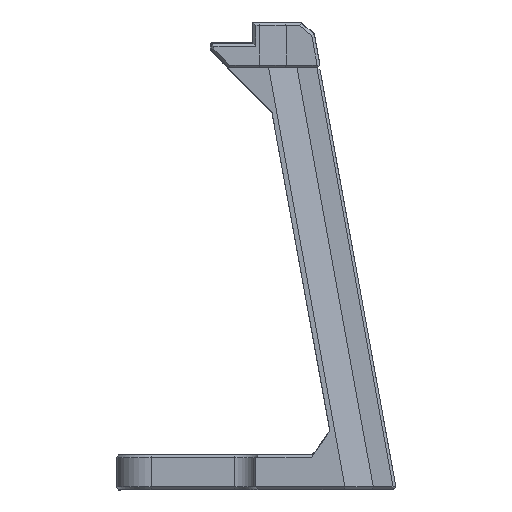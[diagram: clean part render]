
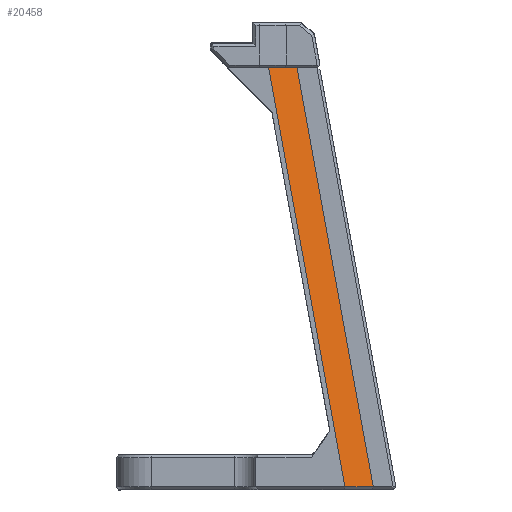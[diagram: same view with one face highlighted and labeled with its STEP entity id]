
A CAD part, left-side view. The second image highlights one B-rep face of the part: STEP entity #20458.
In plain terms, the highlighted planar face has unit normal (-0.707, -0.696, 0.127).
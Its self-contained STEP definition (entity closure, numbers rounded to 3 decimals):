
#2228=FACE_OUTER_BOUND('',#3464,.T.);
#3464=EDGE_LOOP('',(#16972,#16973,#16974,#16975,#16976,#16977));
#5192=LINE('',#32714,#7353);
#5197=LINE('',#32724,#7358);
#5205=LINE('',#32745,#7366);
#5319=LINE('',#33069,#7480);
#5323=LINE('',#33076,#7484);
#5328=LINE('',#33088,#7489);
#7353=VECTOR('',#26598,10.);
#7358=VECTOR('',#26605,10.);
#7366=VECTOR('',#26623,1000.);
#7480=VECTOR('',#27001,10.);
#7484=VECTOR('',#27007,10.);
#7489=VECTOR('',#27022,1000.);
#9327=VERTEX_POINT('',#32711);
#9328=VERTEX_POINT('',#32713);
#9331=VERTEX_POINT('',#32721);
#9332=VERTEX_POINT('',#32723);
#9418=VERTEX_POINT('',#33068);
#9419=VERTEX_POINT('',#33072);
#11830=EDGE_CURVE('',#9327,#9328,#5192,.T.);
#11835=EDGE_CURVE('',#9332,#9331,#5197,.F.);
#11846=EDGE_CURVE('',#9327,#9332,#5205,.T.);
#12011=EDGE_CURVE('',#9328,#9418,#5319,.T.);
#12015=EDGE_CURVE('',#9418,#9419,#5323,.T.);
#12021=EDGE_CURVE('',#9419,#9331,#5328,.T.);
#16972=ORIENTED_EDGE('',*,*,#12011,.F.);
#16973=ORIENTED_EDGE('',*,*,#11830,.F.);
#16974=ORIENTED_EDGE('',*,*,#11846,.T.);
#16975=ORIENTED_EDGE('',*,*,#11835,.T.);
#16976=ORIENTED_EDGE('',*,*,#12021,.F.);
#16977=ORIENTED_EDGE('',*,*,#12015,.F.);
#19434=PLANE('',#22242);
#20458=ADVANCED_FACE('',(#2228),#19434,.T.);
#22242=AXIS2_PLACEMENT_3D('',#33087,#27020,#27021);
#26598=DIRECTION('',(0.54,-0.646,-0.54));
#26605=DIRECTION('',(0.701,-0.713,0.));
#26623=DIRECTION('',(0.,0.179,0.984));
#27001=DIRECTION('',(-0.701,0.713,0.));
#27007=DIRECTION('',(-0.54,0.646,0.54));
#27020=DIRECTION('center_axis',(-0.707,-0.696,0.126));
#27021=DIRECTION('ref_axis',(0.,0.179,0.984));
#27022=DIRECTION('',(0.,0.179,0.984));
#32711=CARTESIAN_POINT('',(-182.595,-246.882,245.395));
#32713=CARTESIAN_POINT('',(-182.592,-246.886,245.391));
#32714=CARTESIAN_POINT('',(-209.113,-215.108,271.913));
#32721=CARTESIAN_POINT('',(-186.595,-231.889,305.495));
#32723=CARTESIAN_POINT('',(-182.595,-235.955,305.495));
#32724=CARTESIAN_POINT('',(-168.774,-250.002,305.495));
#32745=CARTESIAN_POINT('',(-182.595,-246.955,244.995));
#33068=CARTESIAN_POINT('',(-186.592,-242.82,245.391));
#33069=CARTESIAN_POINT('',(-195.429,-233.838,245.391));
#33072=CARTESIAN_POINT('',(-186.595,-242.816,245.395));
#33076=CARTESIAN_POINT('',(-230.382,-190.351,289.181));
#33087=CARTESIAN_POINT('Origin',(-186.595,-236.797,278.499));
#33088=CARTESIAN_POINT('',(-186.595,-236.797,278.499));
